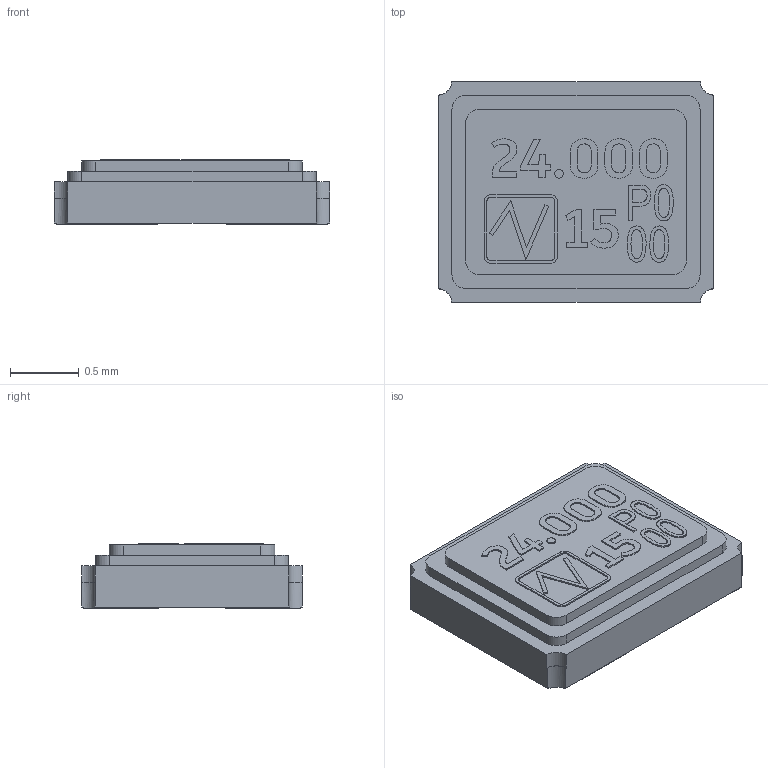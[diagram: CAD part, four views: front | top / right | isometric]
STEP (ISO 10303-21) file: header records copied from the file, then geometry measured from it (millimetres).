
FILE_DESCRIPTION (( 'STEP AP214' ), '1' );
FILE_NAME ('68337EBE-9C44-4259-AC8F-FD6621EB5EED.STEP', '2023-05-22T12:30:55', ( '' ), ( '' ), 'SwSTEP 2.0', 'SolidWorks 2022', '' );
FILE_SCHEMA (( 'AUTOMOTIVE_DESIGN' ));
Length unit declared in the file: millimetre
Products named in the file (1): 68337EBE-9C44-4259-AC8F-FD6621EB5EED
Bounding box: 2 x 1.6 x 0.47 mm (x, y, z)
Volume: 1.3 mm3; surface area: 9.6 mm2
Topology: 1 solids, 1 shells, 242 faces, 648 edges, 432 vertices
Faces by surface type: plane 142, bspline 76, cylinder 24
Entity records: 14480 total; most frequent: CARTESIAN_POINT 6191, ORIENTED_EDGE 1296, DIRECTION 886, EDGE_CURVE 648, LINE 440, VECTOR 440, VERTEX_POINT 432, EDGE_LOOP 266
